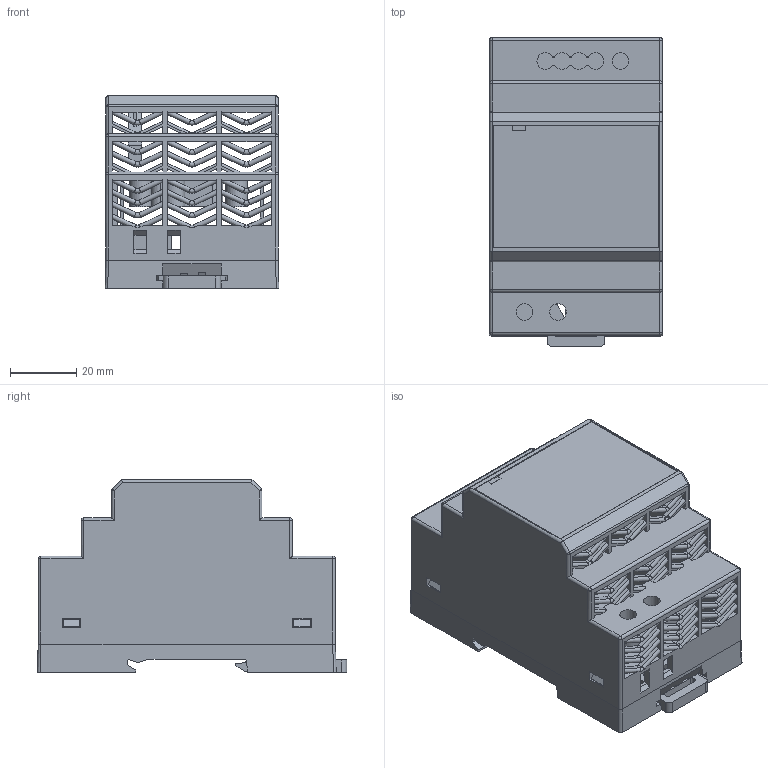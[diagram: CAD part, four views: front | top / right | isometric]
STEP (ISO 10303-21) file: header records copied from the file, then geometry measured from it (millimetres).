
FILE_DESCRIPTION(/* description */ (''),/* implementation_level */ '2;1');
FILE_NAME(/* name */ 'MLR060.stp',/* time_stamp */ '2023-07-21T14:37:00+08:00',/* author */ (''),/* organization */ (''),/* preprocessor_version */ 'ST-DEVELOPER v19.3',/* originating_system */ 'SIEMENS PLM Software NX2212.3001',/* authorisation */ '');
FILE_SCHEMA (('AP203_CONFIGURATION_CONTROLLED_3D_DESIGN_OF_MECHANICAL_PARTS_AND_ASSEMBLIES_MIM_LF { 1 0 10303 403 2 1 2}'));
Length unit declared in the file: millimetre
Products named in the file (5): MLR060导光柱; MLR060_卡扣; 060上盖; MLR060下盖; MLR060
Assembly tree (4 placements, depth 2):
  MLR060
    MLR060下盖
    060上盖
    MLR060_卡扣
    MLR060导光柱
Bounding box: 52.4 x 93.15 x 58 mm (x, y, z)
Volume: 44259.6 mm3; surface area: 53540.6 mm2
Topology: 4 solids, 4 shells, 1120 faces, 3414 edges, 2161 vertices
Faces by surface type: plane 743, cylinder 300, torus 47, bspline 18, sphere 12
Full cylindrical faces by diameter (mm): 1.85 x2, 2 x4, 2.15 x1, 5 x3, 6.5 x3
Entity records: 38653 total; most frequent: CARTESIAN_POINT 7040, ORIENTED_EDGE 6764, DIRECTION 6252, EDGE_CURVE 3382, LINE 2674, VECTOR 2674, VERTEX_POINT 2155, AXIS2_PLACEMENT_3D 1789
